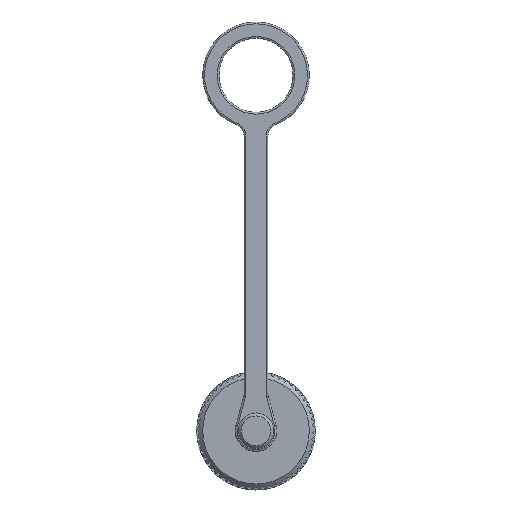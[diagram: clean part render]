
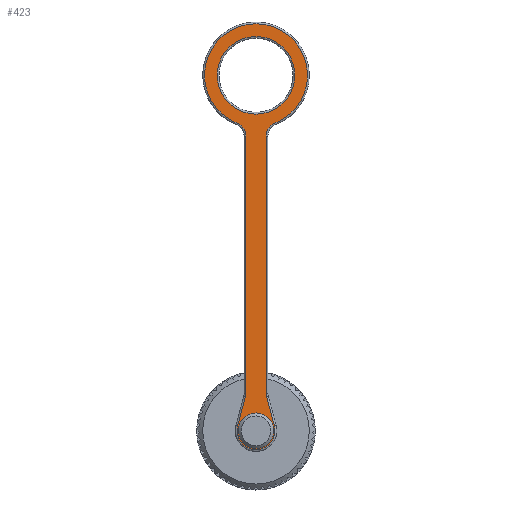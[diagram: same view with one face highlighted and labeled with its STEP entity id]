
A CAD part, left-side view. The second image highlights one B-rep face of the part: STEP entity #423.
In plain terms, the highlighted planar face has unit normal (-1, 0, 0).
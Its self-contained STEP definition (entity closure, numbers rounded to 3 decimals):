
#190=FACE_BOUND('',#866,.T.);
#191=FACE_BOUND('',#867,.T.);
#192=FACE_BOUND('',#868,.T.);
#244=PLANE('',#4068);
#423=ADVANCED_FACE('',(#190,#191,#192),#244,.F.);
#866=EDGE_LOOP('',(#1331));
#867=EDGE_LOOP('',(#1332));
#868=EDGE_LOOP('',(#1333,#1334,#1335,#1336,#1337,#1338,#1339,#1340,#1341,
#1342));
#1122=CIRCLE('',#4060,2.026);
#1123=CIRCLE('',#4061,6.55);
#1124=CIRCLE('',#4062,2.3);
#1125=CIRCLE('',#4063,2.3);
#1126=CIRCLE('',#4064,8.7);
#1127=CIRCLE('',#4065,2.3);
#1128=CIRCLE('',#4066,2.3);
#1129=CIRCLE('',#4067,3.2);
#1331=ORIENTED_EDGE('',*,*,#2893,.F.);
#1332=ORIENTED_EDGE('',*,*,#2894,.T.);
#1333=ORIENTED_EDGE('',*,*,#2895,.T.);
#1334=ORIENTED_EDGE('',*,*,#2896,.T.);
#1335=ORIENTED_EDGE('',*,*,#2897,.T.);
#1336=ORIENTED_EDGE('',*,*,#2898,.T.);
#1337=ORIENTED_EDGE('',*,*,#2899,.T.);
#1338=ORIENTED_EDGE('',*,*,#2900,.T.);
#1339=ORIENTED_EDGE('',*,*,#2901,.T.);
#1340=ORIENTED_EDGE('',*,*,#2902,.T.);
#1341=ORIENTED_EDGE('',*,*,#2903,.T.);
#1342=ORIENTED_EDGE('',*,*,#2904,.T.);
#2489=VERTEX_POINT('',#5600);
#2490=VERTEX_POINT('',#5602);
#2491=VERTEX_POINT('',#5604);
#2492=VERTEX_POINT('',#5605);
#2493=VERTEX_POINT('',#5607);
#2494=VERTEX_POINT('',#5609);
#2495=VERTEX_POINT('',#5611);
#2496=VERTEX_POINT('',#5613);
#2497=VERTEX_POINT('',#5615);
#2498=VERTEX_POINT('',#5617);
#2499=VERTEX_POINT('',#5619);
#2500=VERTEX_POINT('',#5621);
#2893=EDGE_CURVE('',#2489,#2489,#1122,.T.);
#2894=EDGE_CURVE('',#2490,#2490,#1123,.T.);
#2895=EDGE_CURVE('',#2491,#2492,#3462,.T.);
#2896=EDGE_CURVE('',#2492,#2493,#1124,.T.);
#2897=EDGE_CURVE('',#2493,#2494,#3463,.T.);
#2898=EDGE_CURVE('',#2494,#2495,#1125,.T.);
#2899=EDGE_CURVE('',#2495,#2496,#1126,.T.);
#2900=EDGE_CURVE('',#2496,#2497,#1127,.T.);
#2901=EDGE_CURVE('',#2497,#2498,#3464,.T.);
#2902=EDGE_CURVE('',#2498,#2499,#1128,.T.);
#2903=EDGE_CURVE('',#2499,#2500,#3465,.T.);
#2904=EDGE_CURVE('',#2500,#2491,#1129,.T.);
#3462=LINE('',#5603,#3756);
#3463=LINE('',#5608,#3757);
#3464=LINE('',#5616,#3758);
#3465=LINE('',#5620,#3759);
#3756=VECTOR('',#4515,1.);
#3757=VECTOR('',#4518,1.);
#3758=VECTOR('',#4525,1.);
#3759=VECTOR('',#4528,1.);
#4060=AXIS2_PLACEMENT_3D('',#5599,#4511,#4512);
#4061=AXIS2_PLACEMENT_3D('',#5601,#4513,#4514);
#4062=AXIS2_PLACEMENT_3D('',#5606,#4516,#4517);
#4063=AXIS2_PLACEMENT_3D('',#5610,#4519,#4520);
#4064=AXIS2_PLACEMENT_3D('',#5612,#4521,#4522);
#4065=AXIS2_PLACEMENT_3D('',#5614,#4523,#4524);
#4066=AXIS2_PLACEMENT_3D('',#5618,#4526,#4527);
#4067=AXIS2_PLACEMENT_3D('',#5622,#4529,#4530);
#4068=AXIS2_PLACEMENT_3D('',#5623,#4531,#4532);
#4511=DIRECTION('',(-1.,0.,0.));
#4512=DIRECTION('',(0.,0.,1.));
#4513=DIRECTION('',(1.,0.,0.));
#4514=DIRECTION('',(0.,-1.,0.));
#4515=DIRECTION('',(0.,0.259,0.966));
#4516=DIRECTION('',(1.,0.,0.));
#4517=DIRECTION('',(0.,-1.,0.));
#4518=DIRECTION('',(0.,0.,1.));
#4519=DIRECTION('',(1.,0.,0.));
#4520=DIRECTION('',(0.,-1.,0.));
#4521=DIRECTION('',(-1.,0.,0.));
#4522=DIRECTION('',(0.,-1.,0.));
#4523=DIRECTION('',(1.,0.,0.));
#4524=DIRECTION('',(0.,-1.,0.));
#4525=DIRECTION('',(0.,0.,-1.));
#4526=DIRECTION('',(1.,0.,0.));
#4527=DIRECTION('',(0.,-1.,0.));
#4528=DIRECTION('',(0.,0.259,-0.966));
#4529=DIRECTION('',(-1.,0.,0.));
#4530=DIRECTION('',(0.,-1.,0.));
#4531=DIRECTION('',(1.,0.,0.));
#4532=DIRECTION('',(0.,-1.,0.));
#5599=CARTESIAN_POINT('',(-3.6,0.,0.));
#5600=CARTESIAN_POINT('',(-3.6,0.,2.026));
#5601=CARTESIAN_POINT('',(-3.6,0.,60.));
#5602=CARTESIAN_POINT('',(-3.6,-6.55,60.));
#5603=CARTESIAN_POINT('',(-3.6,-1.242,7.727));
#5604=CARTESIAN_POINT('',(-3.6,-3.091,0.828));
#5605=CARTESIAN_POINT('',(-3.6,-1.778,5.727));
#5606=CARTESIAN_POINT('',(-3.6,-4.,6.322));
#5607=CARTESIAN_POINT('',(-3.6,-1.7,6.322));
#5608=CARTESIAN_POINT('',(-3.6,-1.7,49.753));
#5609=CARTESIAN_POINT('',(-3.6,-1.7,49.753));
#5610=CARTESIAN_POINT('',(-3.6,-4.,49.753));
#5611=CARTESIAN_POINT('',(-3.6,-3.164,51.896));
#5612=CARTESIAN_POINT('',(-3.6,0.,60.));
#5613=CARTESIAN_POINT('',(-3.6,3.164,51.896));
#5614=CARTESIAN_POINT('',(-3.6,4.,49.753));
#5615=CARTESIAN_POINT('',(-3.6,1.7,49.753));
#5616=CARTESIAN_POINT('',(-3.6,1.7,6.322));
#5617=CARTESIAN_POINT('',(-3.6,1.7,6.322));
#5618=CARTESIAN_POINT('',(-3.6,4.,6.322));
#5619=CARTESIAN_POINT('',(-3.6,1.778,5.727));
#5620=CARTESIAN_POINT('',(-3.6,3.091,0.828));
#5621=CARTESIAN_POINT('',(-3.6,3.091,0.828));
#5622=CARTESIAN_POINT('',(-3.6,0.,0.));
#5623=CARTESIAN_POINT('',(-3.6,4.,6.322));
